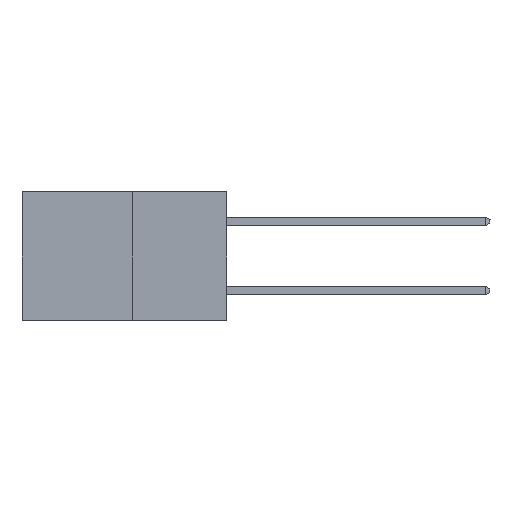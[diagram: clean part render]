
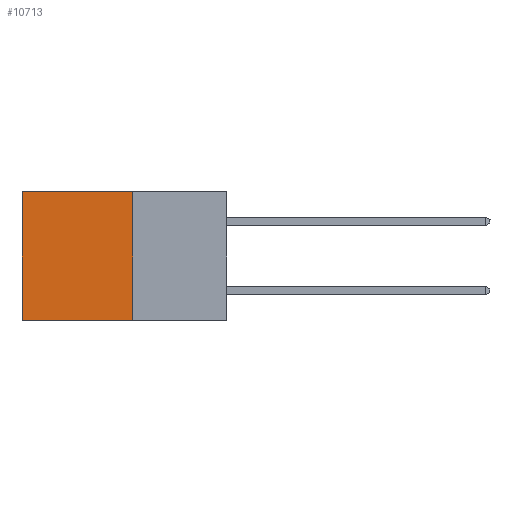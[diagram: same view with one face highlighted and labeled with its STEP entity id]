
A CAD part, left-side view. The second image highlights one B-rep face of the part: STEP entity #10713.
In plain terms, the highlighted planar face has unit normal (-1, 0, 0).
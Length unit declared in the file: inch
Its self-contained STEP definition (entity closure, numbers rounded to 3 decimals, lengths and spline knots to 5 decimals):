
#547 = CARTESIAN_POINT ( 'NONE',  ( 0.277, 0.27, -0.37 ) ) ;
#1803 = FACE_OUTER_BOUND ( 'NONE', #6198, .T. ) ;
#2703 = DIRECTION ( 'NONE',  ( 1., 0., 0. ) ) ;
#5228 = DIRECTION ( 'NONE',  ( 0., 0., -1. ) ) ;
#5406 = CARTESIAN_POINT ( 'NONE',  ( 0.277, 0.59, -0.37 ) ) ;
#5912 = ORIENTED_EDGE ( 'NONE', *, *, #15905, .F. ) ;
#5932 = ORIENTED_EDGE ( 'NONE', *, *, #12203, .T. ) ;
#6053 = CARTESIAN_POINT ( 'NONE',  ( 0.277, 0.59, -0.37 ) ) ;
#6160 = DIRECTION ( 'NONE',  ( 0., 1., 0. ) ) ;
#6198 = EDGE_LOOP ( 'NONE', ( #16696, #9298, #5912, #5932 ) ) ;
#6540 = VERTEX_POINT ( 'NONE', #13631 ) ;
#8092 = VERTEX_POINT ( 'NONE', #21267 ) ;
#8610 = CARTESIAN_POINT ( 'NONE',  ( 0.277, 0.27, 0. ) ) ;
#9298 = ORIENTED_EDGE ( 'NONE', *, *, #19846, .F. ) ;
#10713 = ADVANCED_FACE ( 'NONE', ( #1803 ), #21735, .F. ) ;
#12203 = EDGE_CURVE ( 'NONE', #20855, #8092, #13085, .T. ) ;
#12340 = LINE ( 'NONE', #5406, #16844 ) ;
#13085 = LINE ( 'NONE', #16498, #13613 ) ;
#13526 = VECTOR ( 'NONE', #6160, 39.37008 ) ;
#13613 = VECTOR ( 'NONE', #14662, 39.37008 ) ;
#13631 = CARTESIAN_POINT ( 'NONE',  ( 0.277, 0.27, -0.37 ) ) ;
#14662 = DIRECTION ( 'NONE',  ( 0., 1., 0. ) ) ;
#15120 = EDGE_CURVE ( 'NONE', #8092, #20489, #12340, .T. ) ;
#15905 = EDGE_CURVE ( 'NONE', #20855, #6540, #19265, .T. ) ;
#16232 = DIRECTION ( 'NONE',  ( 0., 0., -1. ) ) ;
#16498 = CARTESIAN_POINT ( 'NONE',  ( 0.277, 0.27, 0. ) ) ;
#16696 = ORIENTED_EDGE ( 'NONE', *, *, #15120, .T. ) ;
#16844 = VECTOR ( 'NONE', #5228, 39.37008 ) ;
#17982 = DIRECTION ( 'NONE',  ( 0., 0., -1. ) ) ;
#18064 = LINE ( 'NONE', #19704, #13526 ) ;
#19265 = LINE ( 'NONE', #21443, #19793 ) ;
#19704 = CARTESIAN_POINT ( 'NONE',  ( 0.277, 0.27, -0.37 ) ) ;
#19793 = VECTOR ( 'NONE', #17982, 39.37008 ) ;
#19846 = EDGE_CURVE ( 'NONE', #6540, #20489, #18064, .T. ) ;
#20489 = VERTEX_POINT ( 'NONE', #6053 ) ;
#20855 = VERTEX_POINT ( 'NONE', #8610 ) ;
#21267 = CARTESIAN_POINT ( 'NONE',  ( 0.277, 0.59, 0. ) ) ;
#21391 = AXIS2_PLACEMENT_3D ( 'NONE', #547, #2703, #16232 ) ;
#21443 = CARTESIAN_POINT ( 'NONE',  ( 0.277, 0.27, -0.37 ) ) ;
#21735 = PLANE ( 'NONE',  #21391 ) ;
